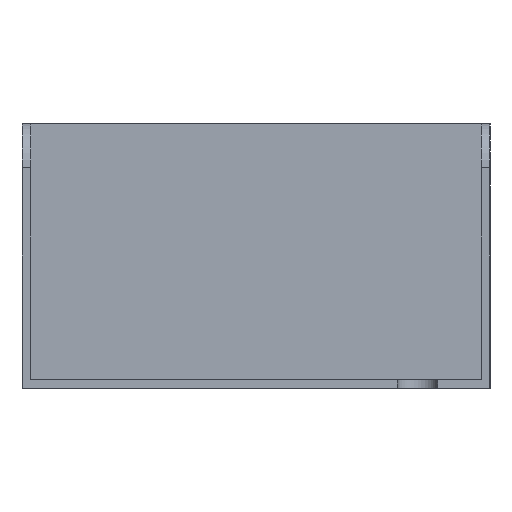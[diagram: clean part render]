
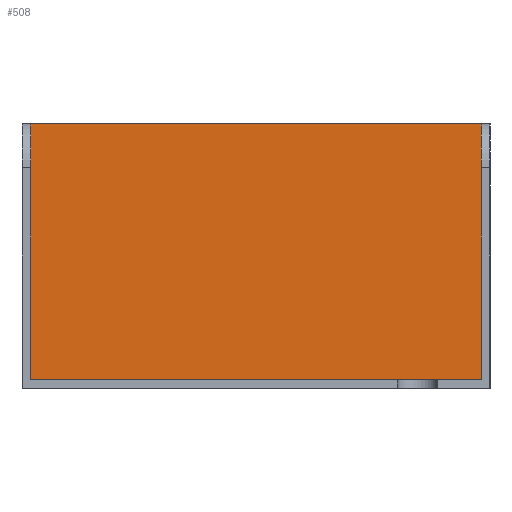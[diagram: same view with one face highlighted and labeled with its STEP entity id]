
A CAD part, left-side view. The second image highlights one B-rep face of the part: STEP entity #508.
In plain terms, the highlighted planar face has unit normal (-1, 0, 0).
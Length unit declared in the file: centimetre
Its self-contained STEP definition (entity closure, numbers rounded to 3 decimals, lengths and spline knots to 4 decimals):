
#52=FACE_OUTER_BOUND('',#78,.T.);
#78=EDGE_LOOP('',(#429,#430,#431,#432));
#135=LINE('',#831,#195);
#137=LINE('',#835,#197);
#139=LINE('',#839,#199);
#140=LINE('',#840,#200);
#195=VECTOR('',#679,1.);
#197=VECTOR('',#683,1.);
#199=VECTOR('',#687,1.);
#200=VECTOR('',#688,1.);
#248=VERTEX_POINT('',#828);
#249=VERTEX_POINT('',#830);
#250=VERTEX_POINT('',#834);
#251=VERTEX_POINT('',#838);
#315=EDGE_CURVE('',#248,#249,#135,.T.);
#317=EDGE_CURVE('',#249,#250,#137,.T.);
#319=EDGE_CURVE('',#248,#251,#139,.T.);
#320=EDGE_CURVE('',#251,#250,#140,.T.);
#429=ORIENTED_EDGE('',*,*,#315,.F.);
#430=ORIENTED_EDGE('',*,*,#319,.T.);
#431=ORIENTED_EDGE('',*,*,#320,.T.);
#432=ORIENTED_EDGE('',*,*,#317,.F.);
#482=PLANE('',#560);
#508=ADVANCED_FACE('',(#52),#482,.F.);
#560=AXIS2_PLACEMENT_3D('',#837,#685,#686);
#679=DIRECTION('',(0.,-1.,0.));
#683=DIRECTION('',(0.,0.,-1.));
#685=DIRECTION('center_axis',(1.,0.,0.));
#686=DIRECTION('ref_axis',(0.,-1.,0.));
#687=DIRECTION('',(0.,0.,-1.));
#688=DIRECTION('',(0.,-1.,0.));
#828=CARTESIAN_POINT('',(2.5,-0.1,3.));
#830=CARTESIAN_POINT('',(2.5,-5.2,3.));
#831=CARTESIAN_POINT('',(2.5,-1.375,3.));
#834=CARTESIAN_POINT('',(2.5,-5.2,0.1));
#835=CARTESIAN_POINT('',(2.5,-5.2,3.));
#837=CARTESIAN_POINT('Origin',(2.5,-0.1,3.));
#838=CARTESIAN_POINT('',(2.5,-0.1,0.1));
#839=CARTESIAN_POINT('',(2.5,-0.1,3.));
#840=CARTESIAN_POINT('',(2.5,-5.2,0.1));
